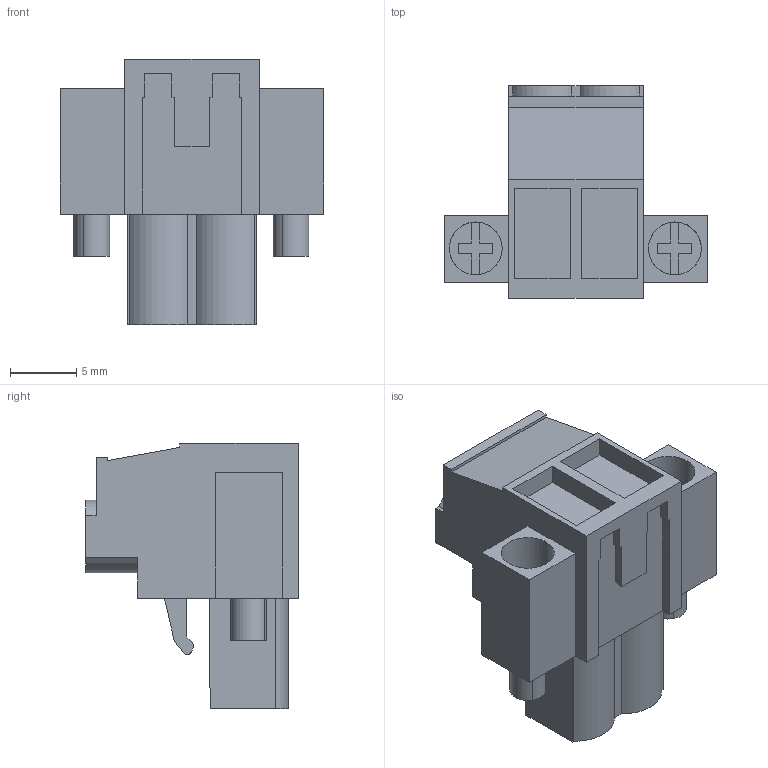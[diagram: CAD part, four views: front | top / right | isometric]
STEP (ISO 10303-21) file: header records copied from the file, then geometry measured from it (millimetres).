
FILE_DESCRIPTION(('CATIA V5 STEP','CAx-IF Rec.Pracs.--- Model Styling and Organization---1.2---2011-12-15'),'2;1');
FILE_NAME ('D1459911_0_1944090000_1944090000.stp','2017-05-22T10:37:43+00:00',('none'),('Weidmueller'),'CATIA Version 5-6 Release 2014','CATIA V5 STEP AP214','none');
FILE_SCHEMA(('AUTOMOTIVE_DESIGN { 1 0 10303 214 1 1 1 1 }'));
Length unit declared in the file: millimetre
Products named in the file (1): 1944090000
Bounding box: 19.96 x 16.1 x 20.05 mm (x, y, z)
Volume: 2347.4 mm3; surface area: 2272.6 mm2
Topology: 5 solids, 5 shells, 214 faces, 572 edges, 381 vertices
Faces by surface type: plane 174, cylinder 40
Entity records: 6291 total; most frequent: ORIENTED_EDGE 1144, CARTESIAN_POINT 1114, DIRECTION 892, EDGE_CURVE 572, VECTOR 476, LINE 476, VERTEX_POINT 381, AXIS2_PLACEMENT_3D 257
